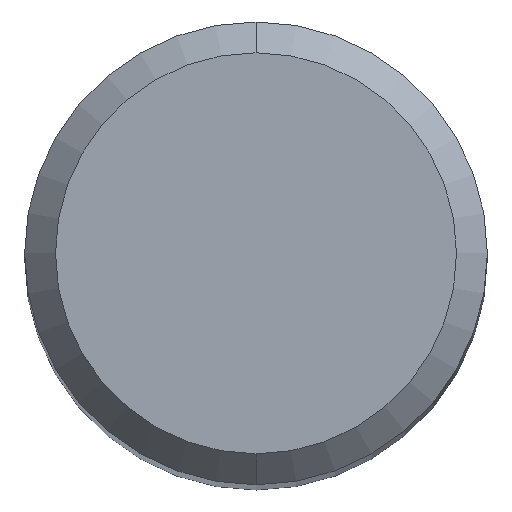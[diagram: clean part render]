
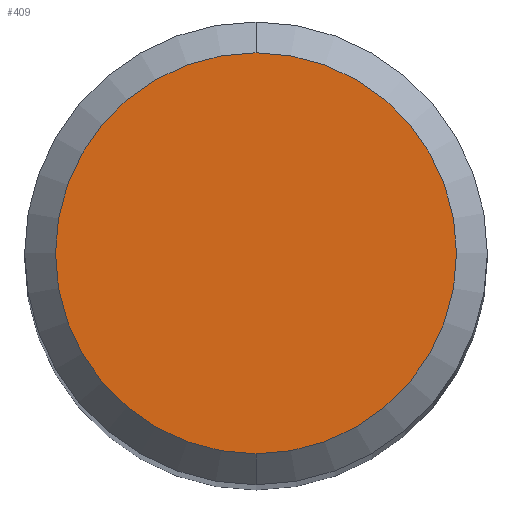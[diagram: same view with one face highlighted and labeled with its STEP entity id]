
A CAD part, top view. The second image highlights one B-rep face of the part: STEP entity #409.
In plain terms, the highlighted planar face has unit normal (0, 0, 1).
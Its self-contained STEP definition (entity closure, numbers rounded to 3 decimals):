
#265=VERTEX_POINT('',#744);
#343=EDGE_CURVE('',#385,#265,#827,.T.);
#385=VERTEX_POINT('',#873);
#409=ADVANCED_FACE('',(#900),#901,.T.);
#643=EDGE_CURVE('',#265,#385,#1157,.T.);
#744=CARTESIAN_POINT('',(0.0,2.6,0.0));
#827=CIRCLE('',#1523,2.6);
#873=CARTESIAN_POINT('',(0.,-2.6,0.0));
#900=FACE_OUTER_BOUND('',#1964,.T.);
#901=PLANE('',#1965);
#1157=CIRCLE('',#3677,2.6);
#1523=AXIS2_PLACEMENT_3D('',#4295,#4296,#4297);
#1964=EDGE_LOOP('',(#4379,#4380));
#1965=AXIS2_PLACEMENT_3D('',#4381,#4382,#4383);
#3677=AXIS2_PLACEMENT_3D('',#4673,#4674,#4675);
#4295=CARTESIAN_POINT('',(0.0,0.0,0.0));
#4296=DIRECTION('',(0.0,0.0,-1.0));
#4297=DIRECTION('',(0.0,1.0,0.0));
#4379=ORIENTED_EDGE('',*,*,#643,.F.);
#4380=ORIENTED_EDGE('',*,*,#343,.F.);
#4381=CARTESIAN_POINT('',(0.0,1.3,0.0));
#4382=DIRECTION('',(-0.0,0.0,1.0));
#4383=DIRECTION('',(0.0,-1.0,0.0));
#4673=CARTESIAN_POINT('',(0.0,0.0,0.0));
#4674=DIRECTION('',(0.0,0.0,-1.0));
#4675=DIRECTION('',(0.0,1.0,0.0));
